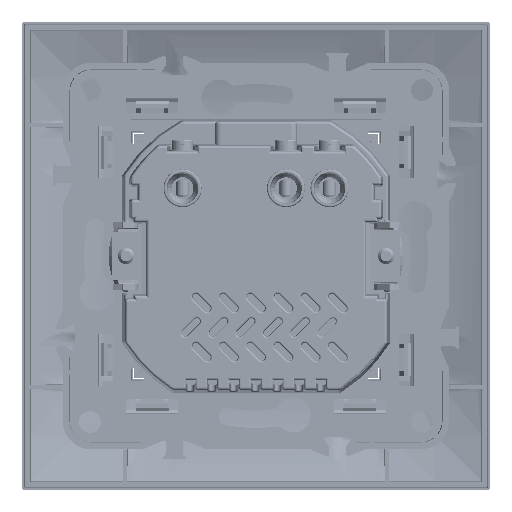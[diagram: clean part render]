
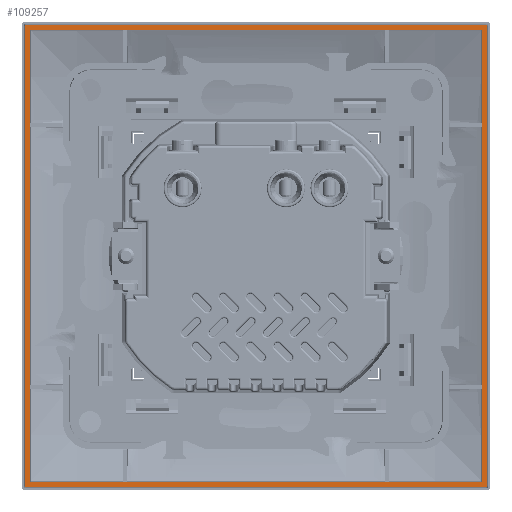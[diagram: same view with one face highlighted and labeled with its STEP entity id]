
A CAD part, front view. The second image highlights one B-rep face of the part: STEP entity #109257.
In plain terms, the highlighted planar face has unit normal (0, -1, 0).
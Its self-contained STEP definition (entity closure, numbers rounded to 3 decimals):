
#402 = VECTOR ( 'NONE', #37690, 1000. ) ;
#3043 = CARTESIAN_POINT ( 'NONE',  ( 42.495, -3., -42.295 ) ) ;
#3595 = VECTOR ( 'NONE', #123273, 1000. ) ;
#3855 = CARTESIAN_POINT ( 'NONE',  ( 42.295, -3., 42.495 ) ) ;
#3937 = VERTEX_POINT ( 'NONE', #27408 ) ;
#5811 = CARTESIAN_POINT ( 'NONE',  ( -42.4, -3., 42.473 ) ) ;
#6748 = CARTESIAN_POINT ( 'NONE',  ( -42.473, -3., 42.401 ) ) ;
#8904 = CARTESIAN_POINT ( 'NONE',  ( -42.495, -3., -42.295 ) ) ;
#9410 = ORIENTED_EDGE ( 'NONE', *, *, #51483, .F. ) ;
#13399 = CARTESIAN_POINT ( 'NONE',  ( 0., -3., 0. ) ) ;
#15114 = CARTESIAN_POINT ( 'NONE',  ( -42.495, -3., -42.295 ) ) ;
#15251 = PLANE ( 'NONE',  #44629 ) ;
#15368 = CARTESIAN_POINT ( 'NONE',  ( -42.295, -3., 42.495 ) ) ;
#15415 = VERTEX_POINT ( 'NONE', #3855 ) ;
#17343 = DIRECTION ( 'NONE',  ( 1., 0., 0. ) ) ;
#18117 = VECTOR ( 'NONE', #17343, 1000. ) ;
#19624 = B_SPLINE_CURVE_WITH_KNOTS ( 'NONE', 3,
 ( #97399, #182526, #150851, #66656, #109631, #154493 ),
 .UNSPECIFIED., .F., .F.,
 ( 4, 2, 4 ),
 ( 0., 0.5, 1. ),
 .UNSPECIFIED. ) ;
#19896 = CARTESIAN_POINT ( 'NONE',  ( 42.495, -3., 42.349 ) ) ;
#22555 = CARTESIAN_POINT ( 'NONE',  ( -42.495, -3., 42.35 ) ) ;
#23111 = DIRECTION ( 'NONE',  ( 0., 0., -1. ) ) ;
#23686 = VERTEX_POINT ( 'NONE', #176882 ) ;
#24323 = VERTEX_POINT ( 'NONE', #157754 ) ;
#24715 = EDGE_CURVE ( 'NONE', #3937, #82202, #41648, .T. ) ;
#27408 = CARTESIAN_POINT ( 'NONE',  ( -41.5, -3., -41.5 ) ) ;
#27690 = VECTOR ( 'NONE', #71571, 1000. ) ;
#28458 = EDGE_LOOP ( 'NONE', ( #122406, #150455, #9410, #64091 ) ) ;
#28755 = ORIENTED_EDGE ( 'NONE', *, *, #36626, .T. ) ;
#29529 = LINE ( 'NONE', #156668, #27690 ) ;
#30008 = CARTESIAN_POINT ( 'NONE',  ( -42.35, -3., -42.495 ) ) ;
#31557 = VERTEX_POINT ( 'NONE', #8904 ) ;
#31931 = EDGE_LOOP ( 'NONE', ( #49774, #174247, #55444, #47193, #93853, #164100, #155479, #28755 ) ) ;
#31987 = DIRECTION ( 'NONE',  ( 1., 0., 0. ) ) ;
#36626 = EDGE_CURVE ( 'NONE', #163168, #15415, #42770, .T. ) ;
#37690 = DIRECTION ( 'NONE',  ( 0., 0., 1. ) ) ;
#40852 = LINE ( 'NONE', #97835, #183576 ) ;
#41648 = LINE ( 'NONE', #141672, #18117 ) ;
#42770 = B_SPLINE_CURVE_WITH_KNOTS ( 'NONE', 3,
 ( #48831, #19896, #120773, #105818, #181236, #54081 ),
 .UNSPECIFIED., .F., .F.,
 ( 4, 2, 4 ),
 ( 0., 0.5, 1. ),
 .UNSPECIFIED. ) ;
#44014 = CARTESIAN_POINT ( 'NONE',  ( -42.473, -3., -42.4 ) ) ;
#44629 = AXIS2_PLACEMENT_3D ( 'NONE', #13399, #99280, #31987 ) ;
#47193 = ORIENTED_EDGE ( 'NONE', *, *, #91895, .T. ) ;
#48831 = CARTESIAN_POINT ( 'NONE',  ( 42.495, -3., 42.295 ) ) ;
#49774 = ORIENTED_EDGE ( 'NONE', *, *, #138567, .T. ) ;
#51483 = EDGE_CURVE ( 'NONE', #24323, #161752, #110051, .T. ) ;
#54067 = CARTESIAN_POINT ( 'NONE',  ( 42.295, -3., 42.495 ) ) ;
#54081 = CARTESIAN_POINT ( 'NONE',  ( 42.295, -3., 42.495 ) ) ;
#55444 = ORIENTED_EDGE ( 'NONE', *, *, #139897, .T. ) ;
#62063 = LINE ( 'NONE', #165752, #402 ) ;
#62878 = VECTOR ( 'NONE', #136283, 1000. ) ;
#64091 = ORIENTED_EDGE ( 'NONE', *, *, #128069, .F. ) ;
#65421 = EDGE_CURVE ( 'NONE', #79239, #156491, #163265, .T. ) ;
#66656 = CARTESIAN_POINT ( 'NONE',  ( 42.473, -3., -42.401 ) ) ;
#69412 = VECTOR ( 'NONE', #23111, 1000. ) ;
#71122 = CARTESIAN_POINT ( 'NONE',  ( -42.495, -3., -42.349 ) ) ;
#71571 = DIRECTION ( 'NONE',  ( 0., 0., -1. ) ) ;
#72286 = CARTESIAN_POINT ( 'NONE',  ( -41.5, -3., 41.5 ) ) ;
#79239 = VERTEX_POINT ( 'NONE', #15368 ) ;
#82202 = VERTEX_POINT ( 'NONE', #95852 ) ;
#83403 = VERTEX_POINT ( 'NONE', #130840 ) ;
#84298 = EDGE_CURVE ( 'NONE', #83403, #23686, #123526, .T. ) ;
#86206 = FACE_OUTER_BOUND ( 'NONE', #31931, .T. ) ;
#87926 = CARTESIAN_POINT ( 'NONE',  ( -42.295, -3., -42.495 ) ) ;
#89570 = EDGE_CURVE ( 'NONE', #161752, #3937, #29529, .T. ) ;
#91895 = EDGE_CURVE ( 'NONE', #31557, #83403, #128377, .T. ) ;
#93853 = ORIENTED_EDGE ( 'NONE', *, *, #84298, .T. ) ;
#95852 = CARTESIAN_POINT ( 'NONE',  ( 41.5, -3., -41.5 ) ) ;
#97399 = CARTESIAN_POINT ( 'NONE',  ( 42.295, -3., -42.495 ) ) ;
#97835 = CARTESIAN_POINT ( 'NONE',  ( 41.5, -3., -41.5 ) ) ;
#99280 = DIRECTION ( 'NONE',  ( 0., 1., 0. ) ) ;
#101002 = CARTESIAN_POINT ( 'NONE',  ( -42.401, -3., -42.473 ) ) ;
#105715 = CARTESIAN_POINT ( 'NONE',  ( -42.349, -3., 42.495 ) ) ;
#105818 = CARTESIAN_POINT ( 'NONE',  ( 42.401, -3., 42.473 ) ) ;
#106480 = LINE ( 'NONE', #54067, #3595 ) ;
#109257 = ADVANCED_FACE ( 'NONE', ( #86206, #143253 ), #15251, .F. ) ;
#109631 = CARTESIAN_POINT ( 'NONE',  ( 42.495, -3., -42.35 ) ) ;
#110051 = LINE ( 'NONE', #123172, #62878 ) ;
#112792 = DIRECTION ( 'NONE',  ( 0., 0., 1. ) ) ;
#116023 = CARTESIAN_POINT ( 'NONE',  ( 42.495, -3., 42.295 ) ) ;
#120773 = CARTESIAN_POINT ( 'NONE',  ( 42.473, -3., 42.4 ) ) ;
#122406 = ORIENTED_EDGE ( 'NONE', *, *, #24715, .F. ) ;
#123172 = CARTESIAN_POINT ( 'NONE',  ( 41.5, -3., 41.5 ) ) ;
#123273 = DIRECTION ( 'NONE',  ( -1., 0., 0. ) ) ;
#123526 = LINE ( 'NONE', #165636, #157803 ) ;
#125806 = CARTESIAN_POINT ( 'NONE',  ( -42.495, -3., 42.295 ) ) ;
#128069 = EDGE_CURVE ( 'NONE', #82202, #24323, #40852, .T. ) ;
#128377 = B_SPLINE_CURVE_WITH_KNOTS ( 'NONE', 3,
 ( #15114, #71122, #44014, #101002, #30008, #87926 ),
 .UNSPECIFIED., .F., .F.,
 ( 4, 2, 4 ),
 ( 0., 0.5, 1. ),
 .UNSPECIFIED. ) ;
#130840 = CARTESIAN_POINT ( 'NONE',  ( -42.295, -3., -42.495 ) ) ;
#132320 = EDGE_CURVE ( 'NONE', #23686, #132368, #19624, .T. ) ;
#132368 = VERTEX_POINT ( 'NONE', #3043 ) ;
#134721 = CARTESIAN_POINT ( 'NONE',  ( -42.295, -3., 42.495 ) ) ;
#136283 = DIRECTION ( 'NONE',  ( -1., 0., 0. ) ) ;
#138472 = DIRECTION ( 'NONE',  ( 1., 0., 0. ) ) ;
#138567 = EDGE_CURVE ( 'NONE', #15415, #79239, #106480, .T. ) ;
#139897 = EDGE_CURVE ( 'NONE', #156491, #31557, #151175, .T. ) ;
#139974 = CARTESIAN_POINT ( 'NONE',  ( -42.495, -3., 42.295 ) ) ;
#141672 = CARTESIAN_POINT ( 'NONE',  ( -41.5, -3., -41.5 ) ) ;
#143253 = FACE_BOUND ( 'NONE', #28458, .T. ) ;
#150455 = ORIENTED_EDGE ( 'NONE', *, *, #89570, .F. ) ;
#150851 = CARTESIAN_POINT ( 'NONE',  ( 42.4, -3., -42.473 ) ) ;
#151175 = LINE ( 'NONE', #125806, #69412 ) ;
#154493 = CARTESIAN_POINT ( 'NONE',  ( 42.495, -3., -42.295 ) ) ;
#155479 = ORIENTED_EDGE ( 'NONE', *, *, #164536, .T. ) ;
#156491 = VERTEX_POINT ( 'NONE', #139974 ) ;
#156668 = CARTESIAN_POINT ( 'NONE',  ( -41.5, -3., 41.5 ) ) ;
#157754 = CARTESIAN_POINT ( 'NONE',  ( 41.5, -3., 41.5 ) ) ;
#157803 = VECTOR ( 'NONE', #138472, 1000. ) ;
#161752 = VERTEX_POINT ( 'NONE', #72286 ) ;
#163168 = VERTEX_POINT ( 'NONE', #116023 ) ;
#163265 = B_SPLINE_CURVE_WITH_KNOTS ( 'NONE', 3,
 ( #134721, #105715, #5811, #6748, #22555, #177744 ),
 .UNSPECIFIED., .F., .F.,
 ( 4, 2, 4 ),
 ( 0., 0.5, 1. ),
 .UNSPECIFIED. ) ;
#164100 = ORIENTED_EDGE ( 'NONE', *, *, #132320, .T. ) ;
#164536 = EDGE_CURVE ( 'NONE', #132368, #163168, #62063, .T. ) ;
#165636 = CARTESIAN_POINT ( 'NONE',  ( -42.295, -3., -42.495 ) ) ;
#165752 = CARTESIAN_POINT ( 'NONE',  ( 42.495, -3., -42.295 ) ) ;
#174247 = ORIENTED_EDGE ( 'NONE', *, *, #65421, .T. ) ;
#176882 = CARTESIAN_POINT ( 'NONE',  ( 42.295, -3., -42.495 ) ) ;
#177744 = CARTESIAN_POINT ( 'NONE',  ( -42.495, -3., 42.295 ) ) ;
#181236 = CARTESIAN_POINT ( 'NONE',  ( 42.35, -3., 42.495 ) ) ;
#182526 = CARTESIAN_POINT ( 'NONE',  ( 42.349, -3., -42.495 ) ) ;
#183576 = VECTOR ( 'NONE', #112792, 1000. ) ;
